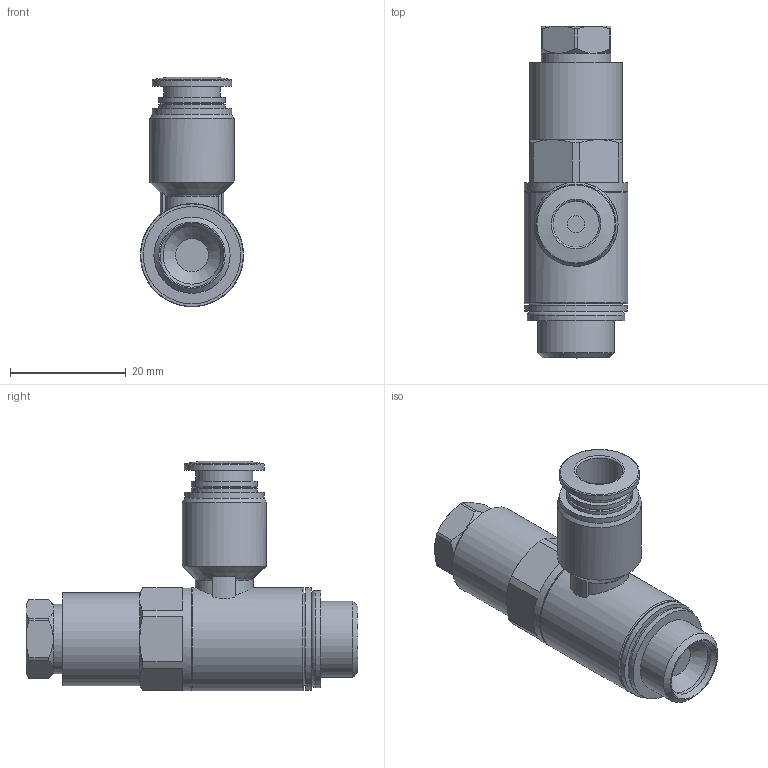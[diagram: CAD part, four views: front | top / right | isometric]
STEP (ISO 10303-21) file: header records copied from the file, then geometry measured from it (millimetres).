
FILE_DESCRIPTION(/* description */ ('STEP AP214'),/* implementation_level */ '2;1');
FILE_NAME(/* name */ '530041_HGL-1_4-QS-8',/* time_stamp */ '2024-08-21T16:39:12+02:00',/* author */ ('License CC BY-ND 4.0'),/* organization */ ('CADENAS'),/* preprocessor_version */ 'ST-DEVELOPER v19.3',/* originating_system */ 'PARTsolutions',/* authorisation */ ' ');
FILE_SCHEMA (('TECHNICAL_DATA_PACKAGING','AUTOMOTIVE_DESIGN {1 0 10303 214 3 1 1}'));
Length unit declared in the file: millimetre
Products named in the file (1): 530041 HGL-1/4-QS-8
Bounding box: 17.8 x 57.25 x 39.6 mm (x, y, z)
Volume: 12565.1 mm3; surface area: 5871.4 mm2
Topology: 1 solids, 1 shells, 102 faces, 223 edges, 136 vertices
Faces by surface type: plane 37, cone 29, cylinder 28, torus 8
Full cylindrical faces by diameter (mm): 3 x1, 8 x1, 8.566 x1, 9.8 x1, 10 x1, 11.4 x2, 12 x1, 13.157 x1, 13.7 x1, 13.8 x1, 14 x1, 14.5 x1, 16 x1, 16.8 x1, 17.7 x1, 17.795 x1, 17.8 x1
Entity records: 3369 total; most frequent: CARTESIAN_POINT 575, DIRECTION 440, ORIENTED_EDGE 368, AXIS2_PLACEMENT_3D 201, EDGE_CURVE 184, EDGE_LOOP 150, FACE_BOUND 150, VERTEX_POINT 132
